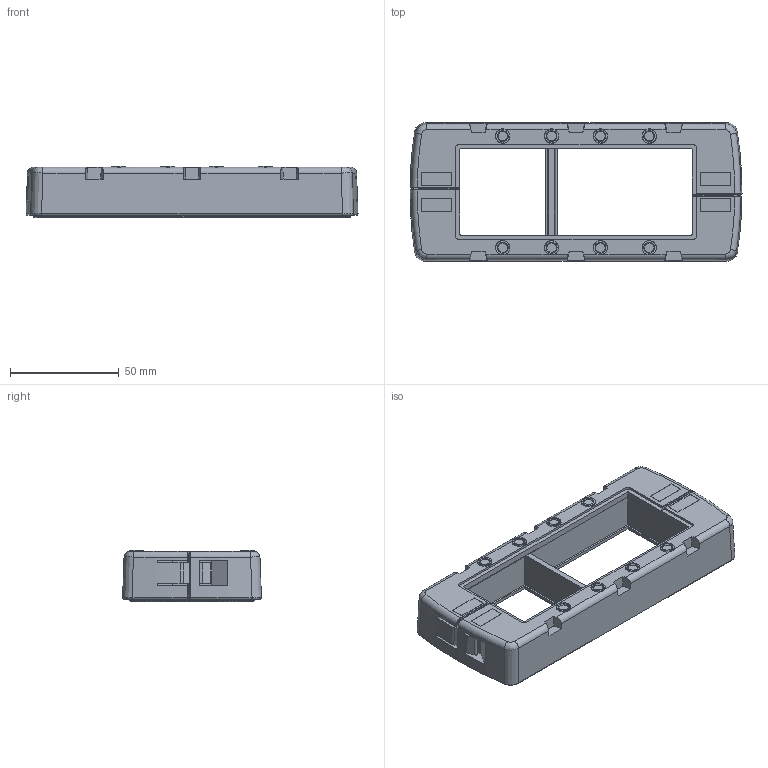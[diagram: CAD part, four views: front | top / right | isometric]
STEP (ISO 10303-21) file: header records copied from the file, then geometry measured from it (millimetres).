
FILE_DESCRIPTION(/* description */ (''),/* implementation_level */ '2;1');
FILE_NAME(/* name */ '28883.4_KDSI-SR_10-24.stp',/* time_stamp */ '2021-05-11T10:48:45+02:00',/* author */ (''),/* organization */ (''),/* preprocessor_version */ 'ST-DEVELOPER v16.7',/* originating_system */ 'SIEMENS PLM Software NX 12.0',/* authorisation */ '');
FILE_SCHEMA (('AUTOMOTIVE_DESIGN { 1 0 10303 214 3 1 1 1 }'));
Length unit declared in the file: millimetre
Products named in the file (3): KDSI-AD_10-24; KDSI-SR_10-24; 28883.4_KDSI-SR_10-24
Assembly tree (3 placements, depth 2):
  28883.4_KDSI-SR_10-24
    KDSI-SR_10-24
    KDSI-AD_10-24  x2
Bounding box: 152.95 x 63.96 x 23.7 mm (x, y, z)
Volume: 92899 mm3; surface area: 56045.3 mm2
Topology: 3 solids, 27 shells, 1006 faces, 2576 edges, 1640 vertices
Faces by surface type: plane 514, bspline 222, cylinder 115, cone 72, torus 44, extrusion 35, sphere 4
Full cylindrical faces by diameter (mm): 5.5 x4
Entity records: 22668 total; most frequent: CARTESIAN_POINT 8199, ORIENTED_EDGE 3284, DIRECTION 2468, EDGE_CURVE 1642, VERTEX_POINT 1054, VECTOR 954, LINE 930, AXIS2_PLACEMENT_3D 757
